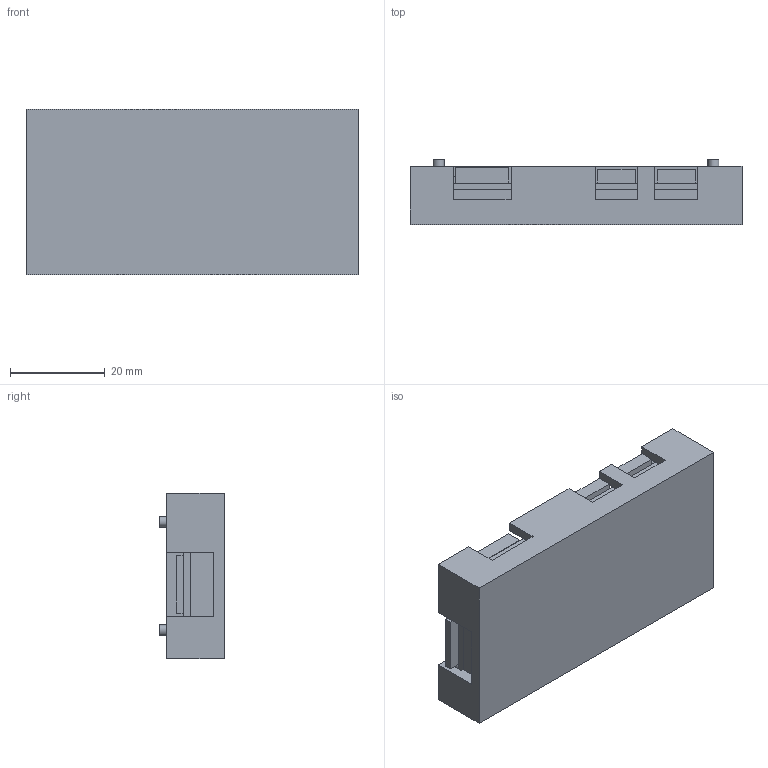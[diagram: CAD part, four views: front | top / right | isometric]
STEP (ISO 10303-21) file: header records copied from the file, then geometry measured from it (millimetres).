
FILE_DESCRIPTION(/* description */ (''),/* implementation_level */ '2;1');
FILE_NAME(/* name */ 'Pi_With_Case v2.step',/* time_stamp */ '2019-02-19T23:07:38-05:00',/* author */ ('amatthe9'),/* organization */ (''),/* preprocessor_version */ 'ST-DEVELOPER v17.2',/* originating_system */ 'Autodesk Translation Framework v7.6.0.251',/* authorisation */ '');
FILE_SCHEMA (('AUTOMOTIVE_DESIGN { 1 0 10303 214 3 1 1 }'));
Length unit declared in the file: millimetre
Products named in the file (7): Pi_With_Case; Pi; Component6; Component7; Component8; SdSlot; Case
Assembly tree (6 placements, depth 3):
  Pi_With_Case
    Pi
      Component6
      Component7
      Component8
    SdSlot
    Case
Bounding box: 70.15 x 13.7 x 35 mm (x, y, z)
Volume: 21123 mm3; surface area: 14345.9 mm2
Topology: 6 solids, 6 shells, 127 faces, 416 edges, 306 vertices
Faces by surface type: plane 79, cylinder 48
Full cylindrical faces by diameter (mm): 1.1 x40, 2.3 x4, 2.6 x4
Entity records: 5152 total; most frequent: DIRECTION 878, CARTESIAN_POINT 862, ORIENTED_EDGE 832, EDGE_CURVE 416, AXIS2_PLACEMENT_3D 322, VERTEX_POINT 306, LINE 234, VECTOR 234
